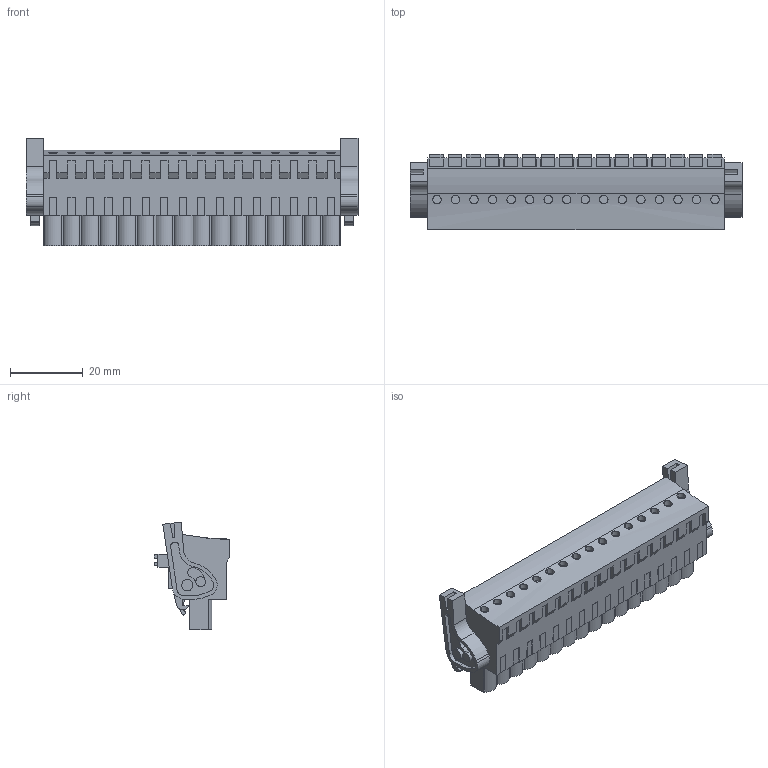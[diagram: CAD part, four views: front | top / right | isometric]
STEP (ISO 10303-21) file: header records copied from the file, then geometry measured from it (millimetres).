
FILE_DESCRIPTION(('CATIA V5 STEP Exchange','CAx-IF Rec.Pracs.--- Model Styling and Organization---1.4--- 2014-01-23'),'2;1');
FILE_NAME ('D1446342_0_1002420000_1002420000.stp','2017-09-09T07:38:27+00:00',('none'),('Weidmueller'),'CATIA Version 5-6 Release 2016','CATIA V5 STEP AP214','none');
FILE_SCHEMA(('AUTOMOTIVE_DESIGN { 1 0 10303 214 1 1 1 1 }'));
Length unit declared in the file: millimetre
Products named in the file (1): 1002420000
Bounding box: 90.98 x 20.64 x 29.52 mm (x, y, z)
Volume: 25927.7 mm3; surface area: 12230.1 mm2
Topology: 19 solids, 19 shells, 1153 faces, 3300 edges, 2259 vertices
Faces by surface type: plane 893, cylinder 250, extrusion 10
Entity records: 34805 total; most frequent: CARTESIAN_POINT 6764, ORIENTED_EDGE 6600, DIRECTION 4425, EDGE_CURVE 3300, VECTOR 2719, LINE 2709, VERTEX_POINT 2259, EDGE_LOOP 1235
